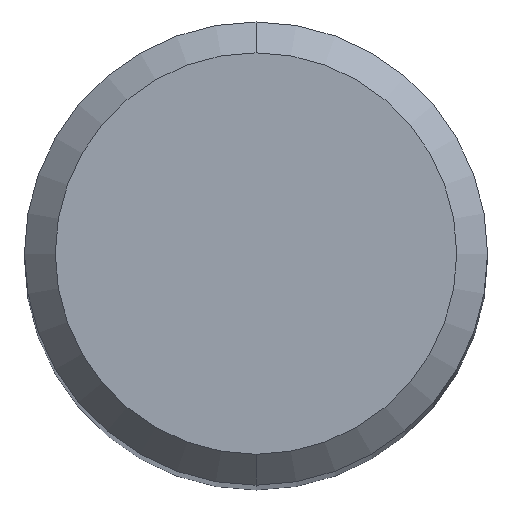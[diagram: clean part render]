
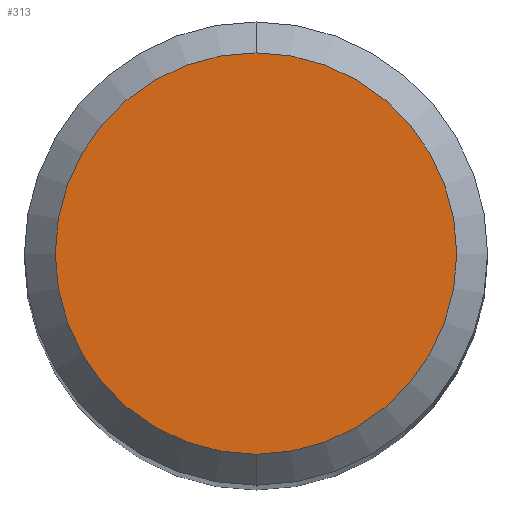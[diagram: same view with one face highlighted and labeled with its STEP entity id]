
A CAD part, top view. The second image highlights one B-rep face of the part: STEP entity #313.
In plain terms, the highlighted planar face has unit normal (0, 0, 1).
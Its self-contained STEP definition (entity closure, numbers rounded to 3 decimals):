
#215=EDGE_CURVE('',#351,#389,#526,.T.);
#313=ADVANCED_FACE('',(#633),#634,.T.);
#351=VERTEX_POINT('',#675);
#385=EDGE_CURVE('',#389,#351,#713,.T.);
#389=VERTEX_POINT('',#718);
#526=CIRCLE('',#905,2.6);
#633=FACE_OUTER_BOUND('',#1077,.T.);
#634=PLANE('',#1078);
#675=CARTESIAN_POINT('',(0.0,2.6,0.0));
#713=CIRCLE('',#1243,2.6);
#718=CARTESIAN_POINT('',(0.,-2.6,0.0));
#905=AXIS2_PLACEMENT_3D('',#1494,#1495,#1496);
#1077=EDGE_LOOP('',(#1609,#1610));
#1078=AXIS2_PLACEMENT_3D('',#1611,#1612,#1613);
#1243=AXIS2_PLACEMENT_3D('',#1701,#1702,#1703);
#1494=CARTESIAN_POINT('',(0.0,0.0,0.0));
#1495=DIRECTION('',(0.0,0.0,-1.0));
#1496=DIRECTION('',(0.0,1.0,0.0));
#1609=ORIENTED_EDGE('',*,*,#215,.F.);
#1610=ORIENTED_EDGE('',*,*,#385,.F.);
#1611=CARTESIAN_POINT('',(0.0,1.3,0.0));
#1612=DIRECTION('',(-0.0,0.0,1.0));
#1613=DIRECTION('',(0.0,-1.0,0.0));
#1701=CARTESIAN_POINT('',(0.0,0.0,0.0));
#1702=DIRECTION('',(0.0,0.0,-1.0));
#1703=DIRECTION('',(0.0,1.0,0.0));
